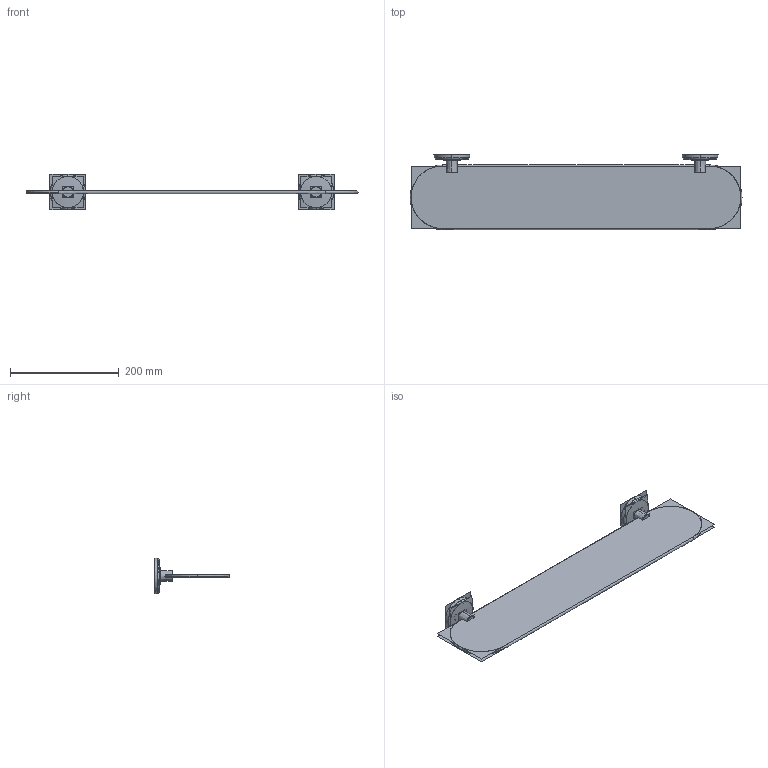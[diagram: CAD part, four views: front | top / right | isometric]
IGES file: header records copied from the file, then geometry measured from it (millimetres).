
Start section:  PTC IGES file: 0334t-24.igs
Global section: file name: 0334t-24.igs; native system: Pro/ENGINEER by Parametric Technology Corporation; preprocessor: 2009300; author: project; organization: Unknown; date: 20100928.122301; units: inch
Bounding box: 611.4 x 138.41 x 66 mm (x, y, z)
Surface area: 10251950.6 mm2 (no closed solid volume)
Topology: 0 solids, 0 shells, 868 faces, 6440 edges, 6422 vertices
Faces by surface type: bspline 868
